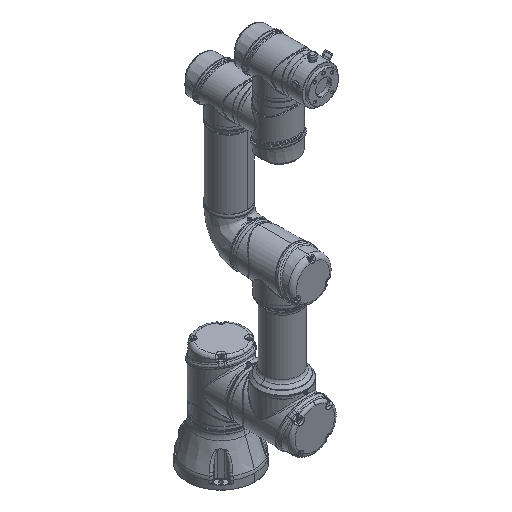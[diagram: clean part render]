
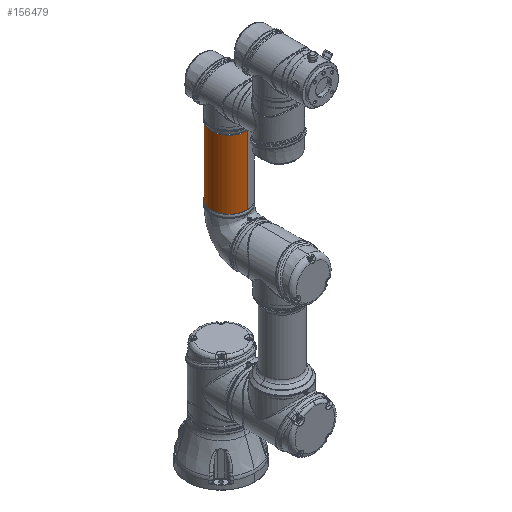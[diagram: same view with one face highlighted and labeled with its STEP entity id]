
A CAD part, isometric view. The second image highlights one B-rep face of the part: STEP entity #156479.
In plain terms, the highlighted cylindrical face has radius 37.5 mm (diameter 75 mm), a partial arc.
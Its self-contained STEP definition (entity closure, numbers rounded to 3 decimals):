
#6098 = EDGE_CURVE ( 'NONE', #89705, #120887, #78763, .T. ) ;
#6658 = DIRECTION ( 'NONE',  ( 1., 0., 0. ) ) ;
#7423 = EDGE_LOOP ( 'NONE', ( #118131, #113463, #29870, #106015 ) ) ;
#9283 = VECTOR ( 'NONE', #26320, 1000. ) ;
#10433 = DIRECTION ( 'NONE',  ( 0., 1., 0. ) ) ;
#13649 = DIRECTION ( 'NONE',  ( 0., 1., 0. ) ) ;
#19349 = CARTESIAN_POINT ( 'NONE',  ( -37.5, 58.6, 0. ) ) ;
#20615 = CIRCLE ( 'NONE', #112547, 37.5 ) ;
#26320 = DIRECTION ( 'NONE',  ( 0., 1., 0. ) ) ;
#29870 = ORIENTED_EDGE ( 'NONE', *, *, #111482, .T. ) ;
#33703 = CARTESIAN_POINT ( 'NONE',  ( 0., 200.9, 0. ) ) ;
#34335 = CARTESIAN_POINT ( 'NONE',  ( -37.5, 200.9, 0. ) ) ;
#35640 = AXIS2_PLACEMENT_3D ( 'NONE', #53919, #10433, #129895 ) ;
#51963 = CARTESIAN_POINT ( 'NONE',  ( 0., 58.6, 0. ) ) ;
#53919 = CARTESIAN_POINT ( 'NONE',  ( 0., 45., 0. ) ) ;
#60788 = AXIS2_PLACEMENT_3D ( 'NONE', #33703, #136655, #6658 ) ;
#67119 = FACE_OUTER_BOUND ( 'NONE', #7423, .T. ) ;
#72496 = VERTEX_POINT ( 'NONE', #34335 ) ;
#78763 = LINE ( 'NONE', #144986, #9283 ) ;
#84821 = CARTESIAN_POINT ( 'NONE',  ( -37.5, 45., 0. ) ) ;
#88796 = VECTOR ( 'NONE', #143947, 1000. ) ;
#89705 = VERTEX_POINT ( 'NONE', #108504 ) ;
#91498 = CIRCLE ( 'NONE', #60788, 37.5 ) ;
#95436 = VERTEX_POINT ( 'NONE', #19349 ) ;
#106015 = ORIENTED_EDGE ( 'NONE', *, *, #112711, .T. ) ;
#108504 = CARTESIAN_POINT ( 'NONE',  ( 37.5, 58.6, 0. ) ) ;
#110980 = LINE ( 'NONE', #84821, #88796 ) ;
#111482 = EDGE_CURVE ( 'NONE', #95436, #72496, #110980, .T. ) ;
#112547 = AXIS2_PLACEMENT_3D ( 'NONE', #51963, #13649, #118316 ) ;
#112711 = EDGE_CURVE ( 'NONE', #72496, #120887, #91498, .T. ) ;
#113463 = ORIENTED_EDGE ( 'NONE', *, *, #151468, .T. ) ;
#118131 = ORIENTED_EDGE ( 'NONE', *, *, #6098, .F. ) ;
#118316 = DIRECTION ( 'NONE',  ( -1., 0., 0. ) ) ;
#120887 = VERTEX_POINT ( 'NONE', #152031 ) ;
#129895 = DIRECTION ( 'NONE',  ( -1., 0., 0. ) ) ;
#130782 = CYLINDRICAL_SURFACE ( 'NONE', #35640, 37.5 ) ;
#136655 = DIRECTION ( 'NONE',  ( 0., -1., 0. ) ) ;
#143947 = DIRECTION ( 'NONE',  ( 0., 1., 0. ) ) ;
#144986 = CARTESIAN_POINT ( 'NONE',  ( 37.5, 45., 0. ) ) ;
#151468 = EDGE_CURVE ( 'NONE', #89705, #95436, #20615, .T. ) ;
#152031 = CARTESIAN_POINT ( 'NONE',  ( 37.5, 200.9, 0. ) ) ;
#156479 = ADVANCED_FACE ( 'NONE', ( #67119 ), #130782, .T. ) ;
